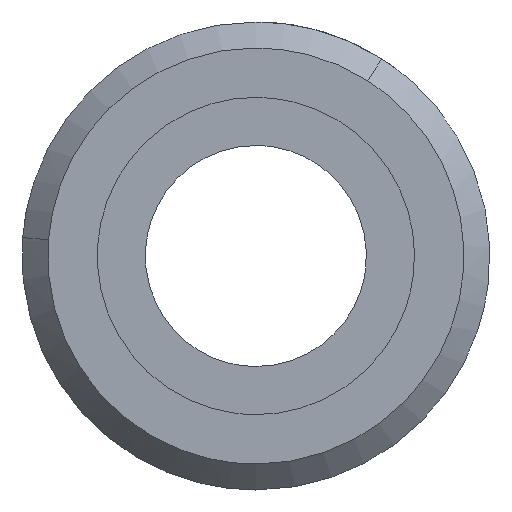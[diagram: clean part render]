
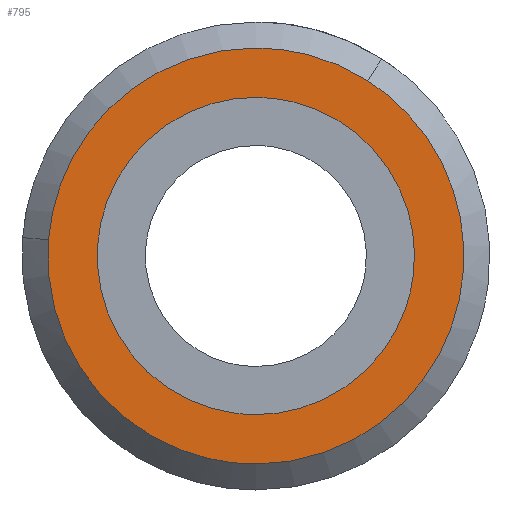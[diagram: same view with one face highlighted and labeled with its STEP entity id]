
A CAD part, front view. The second image highlights one B-rep face of the part: STEP entity #795.
In plain terms, the highlighted free-form (B-spline) face has degree [1, 1] with [2, 2] control points.
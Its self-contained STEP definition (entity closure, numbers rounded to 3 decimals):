
#85=CARTESIAN_POINT('',(6.057,-3.0,-0.72));
#86=VERTEX_POINT('',#85);
#92=CARTESIAN_POINT('',(0.,-3.0,6.1));
#93=VERTEX_POINT('',#92);
#94=CARTESIAN_POINT('',(6.057,-3.,-0.72));
#95=CARTESIAN_POINT('',(6.1,-3.,-0.361));
#96=CARTESIAN_POINT('',(6.1,-3.0,0.0));
#97=CARTESIAN_POINT('',(6.1,-3.,6.1));
#98=CARTESIAN_POINT('',(0.,-3.0,6.1));
#106=(BOUNDED_CURVE()B_SPLINE_CURVE(2,(#94,#95,#96,#97,#98),.UNSPECIFIED.,.F.,.U.)B_SPLINE_CURVE_WITH_KNOTS((3,2,3),(0.23,0.25,0.5),.UNSPECIFIED.)CURVE()GEOMETRIC_REPRESENTATION_ITEM()RATIONAL_B_SPLINE_CURVE((0.956,0.976,1.0,0.707,1.0))REPRESENTATION_ITEM(''));
#107=EDGE_CURVE('',#86,#93,#106,.T.);
#109=CARTESIAN_POINT('',(-6.089,-3.,0.372));
#110=VERTEX_POINT('',#109);
#111=CARTESIAN_POINT('',(0.,-3.0,6.1));
#112=CARTESIAN_POINT('',(-5.738,-3.,6.1));
#113=CARTESIAN_POINT('',(-6.089,-3.,0.372));
#121=(BOUNDED_CURVE()B_SPLINE_CURVE(2,(#111,#112,#113),.UNSPECIFIED.,.F.,.U.)B_SPLINE_CURVE_WITH_KNOTS((3,3),(0.5,0.739),.UNSPECIFIED.)CURVE()GEOMETRIC_REPRESENTATION_ITEM()RATIONAL_B_SPLINE_CURVE((1.0,0.72,0.976))REPRESENTATION_ITEM(''));
#122=EDGE_CURVE('',#93,#110,#121,.T.);
#196=CARTESIAN_POINT('',(0.,-3.0,-6.1));
#197=VERTEX_POINT('',#196);
#198=CARTESIAN_POINT('',(-6.089,-3.,0.372));
#199=CARTESIAN_POINT('',(-6.1,-3.,0.186));
#200=CARTESIAN_POINT('',(-6.1,-3.0,0.0));
#201=CARTESIAN_POINT('',(-6.1,-3.,-6.1));
#202=CARTESIAN_POINT('',(0.,-3.0,-6.1));
#210=(BOUNDED_CURVE()B_SPLINE_CURVE(2,(#198,#199,#200,#201,#202),.UNSPECIFIED.,.F.,.U.)B_SPLINE_CURVE_WITH_KNOTS((3,2,3),(0.739,0.75,1.0),.UNSPECIFIED.)CURVE()GEOMETRIC_REPRESENTATION_ITEM()RATIONAL_B_SPLINE_CURVE((0.976,0.988,1.0,0.707,1.0))REPRESENTATION_ITEM(''));
#211=EDGE_CURVE('',#110,#197,#210,.T.);
#213=CARTESIAN_POINT('',(0.,-3.0,-6.1));
#214=CARTESIAN_POINT('',(5.418,-3.,-6.1));
#215=CARTESIAN_POINT('',(6.057,-3.,-0.72));
#223=(BOUNDED_CURVE()B_SPLINE_CURVE(2,(#213,#214,#215),.UNSPECIFIED.,.F.,.U.)B_SPLINE_CURVE_WITH_KNOTS((3,3),(0.0,0.23),.UNSPECIFIED.)CURVE()GEOMETRIC_REPRESENTATION_ITEM()RATIONAL_B_SPLINE_CURVE((1.0,0.731,0.956))REPRESENTATION_ITEM(''));
#224=EDGE_CURVE('',#197,#86,#223,.T.);
#271=CARTESIAN_POINT('',(4.303,-3.,6.744));
#272=VERTEX_POINT('',#271);
#278=CARTESIAN_POINT('',(0.,-3.0,-8.));
#279=VERTEX_POINT('',#278);
#280=CARTESIAN_POINT('',(0.,-3.0,-8.));
#281=CARTESIAN_POINT('',(8.,-3.0,-8.));
#282=CARTESIAN_POINT('',(8.,-3.0,0.0));
#283=CARTESIAN_POINT('',(8.,-3.0,4.386));
#284=CARTESIAN_POINT('',(4.303,-3.,6.744));
#292=(BOUNDED_CURVE()B_SPLINE_CURVE(2,(#280,#281,#282,#283,#284),.UNSPECIFIED.,.F.,.U.)B_SPLINE_CURVE_WITH_KNOTS((3,2,3),(0.0,0.25,0.408),.UNSPECIFIED.)CURVE()GEOMETRIC_REPRESENTATION_ITEM()RATIONAL_B_SPLINE_CURVE((1.0,0.707,1.0,0.815,0.864))REPRESENTATION_ITEM(''));
#293=EDGE_CURVE('',#279,#272,#292,.T.);
#295=CARTESIAN_POINT('',(-7.975,-3.,0.628));
#296=VERTEX_POINT('',#295);
#297=CARTESIAN_POINT('',(-7.975,-3.,0.628));
#298=CARTESIAN_POINT('',(-8.,-3.,0.314));
#299=CARTESIAN_POINT('',(-8.,-3.0,0.0));
#300=CARTESIAN_POINT('',(-8.,-3.0,-8.));
#301=CARTESIAN_POINT('',(0.,-3.0,-8.));
#309=(BOUNDED_CURVE()B_SPLINE_CURVE(2,(#297,#298,#299,#300,#301),.UNSPECIFIED.,.F.,.U.)B_SPLINE_CURVE_WITH_KNOTS((3,2,3),(0.736,0.75,1.0),.UNSPECIFIED.)CURVE()GEOMETRIC_REPRESENTATION_ITEM()RATIONAL_B_SPLINE_CURVE((0.97,0.984,1.0,0.707,1.0))REPRESENTATION_ITEM(''));
#310=EDGE_CURVE('',#296,#279,#309,.T.);
#414=CARTESIAN_POINT('',(0.,-3.0,8.));
#415=VERTEX_POINT('',#414);
#416=CARTESIAN_POINT('',(0.,-3.0,8.));
#417=CARTESIAN_POINT('',(-7.395,-3.,8.));
#418=CARTESIAN_POINT('',(-7.975,-3.,0.628));
#426=(BOUNDED_CURVE()B_SPLINE_CURVE(2,(#416,#417,#418),.UNSPECIFIED.,.F.,.U.)B_SPLINE_CURVE_WITH_KNOTS((3,3),(0.5,0.736),.UNSPECIFIED.)CURVE()GEOMETRIC_REPRESENTATION_ITEM()RATIONAL_B_SPLINE_CURVE((1.0,0.723,0.97))REPRESENTATION_ITEM(''));
#427=EDGE_CURVE('',#415,#296,#426,.T.);
#429=CARTESIAN_POINT('',(4.303,-3.,6.744));
#430=CARTESIAN_POINT('',(2.335,-3.,8.));
#431=CARTESIAN_POINT('',(0.,-3.0,8.));
#439=(BOUNDED_CURVE()B_SPLINE_CURVE(2,(#429,#430,#431),.UNSPECIFIED.,.F.,.U.)B_SPLINE_CURVE_WITH_KNOTS((3,3),(0.408,0.5),.UNSPECIFIED.)CURVE()GEOMETRIC_REPRESENTATION_ITEM()RATIONAL_B_SPLINE_CURVE((0.864,0.892,1.0))REPRESENTATION_ITEM(''));
#440=EDGE_CURVE('',#272,#415,#439,.T.);
#778=CARTESIAN_POINT('',(-8.797,-3.0,-8.799));
#779=CARTESIAN_POINT('',(-8.797,-3.0,8.799));
#780=CARTESIAN_POINT('',(8.796,-3.0,-8.799));
#781=CARTESIAN_POINT('',(8.796,-3.0,8.799));
#782=B_SPLINE_SURFACE_WITH_KNOTS('',1,1,((#778,#780),(#779,#781)),.UNSPECIFIED.,.F.,.F.,.U.,(2,2),(2,2),(0.0,17.598),(0.0,17.593),.UNSPECIFIED.);
#783=ORIENTED_EDGE('',*,*,#293,.T.);
#784=ORIENTED_EDGE('',*,*,#440,.T.);
#785=ORIENTED_EDGE('',*,*,#427,.T.);
#786=ORIENTED_EDGE('',*,*,#310,.T.);
#787=EDGE_LOOP('',(#783,#784,#785,#786));
#788=FACE_OUTER_BOUND('',#787,.T.);
#789=ORIENTED_EDGE('',*,*,#122,.F.);
#790=ORIENTED_EDGE('',*,*,#107,.F.);
#791=ORIENTED_EDGE('',*,*,#224,.F.);
#792=ORIENTED_EDGE('',*,*,#211,.F.);
#793=EDGE_LOOP('',(#789,#790,#791,#792));
#794=FACE_BOUND('',#793,.T.);
#795=ADVANCED_FACE('',(#788,#794),#782,.F.);
